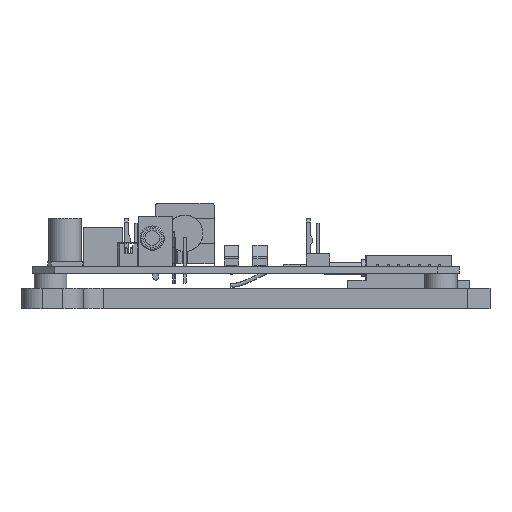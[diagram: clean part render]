
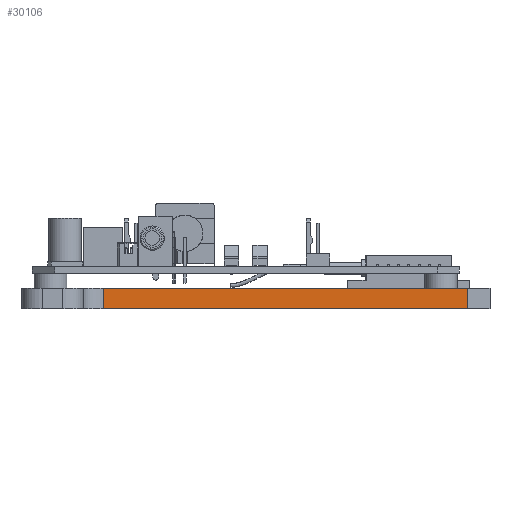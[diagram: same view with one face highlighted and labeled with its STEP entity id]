
A CAD part, left-side view. The second image highlights one B-rep face of the part: STEP entity #30106.
In plain terms, the highlighted planar face has unit normal (-1, 0, 0).
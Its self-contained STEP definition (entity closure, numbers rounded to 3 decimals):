
#159 = VECTOR ( 'NONE', #12579, 1000. ) ;
#3129 = LINE ( 'NONE', #19882, #25164 ) ;
#3314 = CARTESIAN_POINT ( 'NONE',  ( -57.176, 51.421, 152.5 ) ) ;
#3413 = DIRECTION ( 'NONE',  ( 0., -1., 0. ) ) ;
#4851 = VERTEX_POINT ( 'NONE', #25526 ) ;
#6589 = EDGE_CURVE ( 'NONE', #12843, #4851, #24680, .T. ) ;
#7097 = CARTESIAN_POINT ( 'NONE',  ( -57.176, 31.421, 152.5 ) ) ;
#7759 = EDGE_CURVE ( 'NONE', #28123, #27580, #15154, .T. ) ;
#8204 = CARTESIAN_POINT ( 'NONE',  ( -57.176, 31.421, 147.5 ) ) ;
#8550 = LINE ( 'NONE', #18561, #15398 ) ;
#8906 = ORIENTED_EDGE ( 'NONE', *, *, #7759, .T. ) ;
#10244 = CARTESIAN_POINT ( 'NONE',  ( -57.176, 31.421, 147.5 ) ) ;
#10335 = CARTESIAN_POINT ( 'NONE',  ( -57.176, -58.079, 147.5 ) ) ;
#10728 = FACE_OUTER_BOUND ( 'NONE', #31770, .T. ) ;
#12579 = DIRECTION ( 'NONE',  ( 0., 0., -1. ) ) ;
#12843 = VERTEX_POINT ( 'NONE', #10335 ) ;
#13313 = DIRECTION ( 'NONE',  ( 1., 0., 0. ) ) ;
#14738 = ORIENTED_EDGE ( 'NONE', *, *, #16055, .F. ) ;
#15154 = LINE ( 'NONE', #8204, #159 ) ;
#15398 = VECTOR ( 'NONE', #3413, 1000. ) ;
#16055 = EDGE_CURVE ( 'NONE', #28123, #4851, #3129, .T. ) ;
#18211 = CARTESIAN_POINT ( 'NONE',  ( -57.176, -58.079, 152.5 ) ) ;
#18561 = CARTESIAN_POINT ( 'NONE',  ( -57.176, 51.421, 147.5 ) ) ;
#19882 = CARTESIAN_POINT ( 'NONE',  ( -57.176, 51.421, 152.5 ) ) ;
#20058 = PLANE ( 'NONE',  #22584 ) ;
#20498 = VECTOR ( 'NONE', #30274, 1000. ) ;
#22446 = DIRECTION ( 'NONE',  ( 0., -1., 0. ) ) ;
#22584 = AXIS2_PLACEMENT_3D ( 'NONE', #3314, #13313, #25540 ) ;
#24359 = EDGE_CURVE ( 'NONE', #27580, #12843, #8550, .T. ) ;
#24493 = ORIENTED_EDGE ( 'NONE', *, *, #6589, .T. ) ;
#24680 = LINE ( 'NONE', #18211, #20498 ) ;
#25164 = VECTOR ( 'NONE', #22446, 1000. ) ;
#25526 = CARTESIAN_POINT ( 'NONE',  ( -57.176, -58.079, 152.5 ) ) ;
#25540 = DIRECTION ( 'NONE',  ( 0., 1., 0. ) ) ;
#27580 = VERTEX_POINT ( 'NONE', #10244 ) ;
#28015 = ORIENTED_EDGE ( 'NONE', *, *, #24359, .T. ) ;
#28123 = VERTEX_POINT ( 'NONE', #7097 ) ;
#30106 = ADVANCED_FACE ( 'NONE', ( #10728 ), #20058, .F. ) ;
#30274 = DIRECTION ( 'NONE',  ( 0., 0., 1. ) ) ;
#31770 = EDGE_LOOP ( 'NONE', ( #28015, #24493, #14738, #8906 ) ) ;
